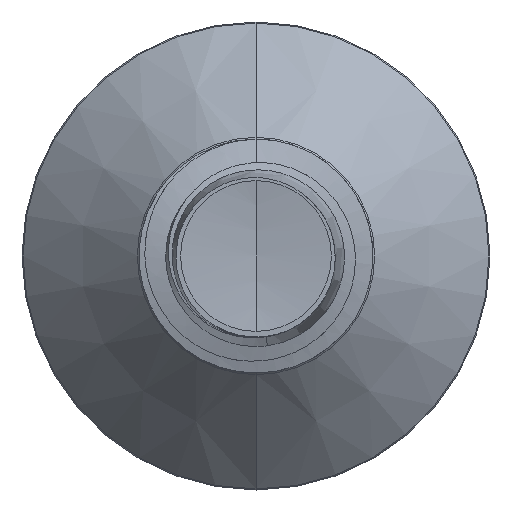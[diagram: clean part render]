
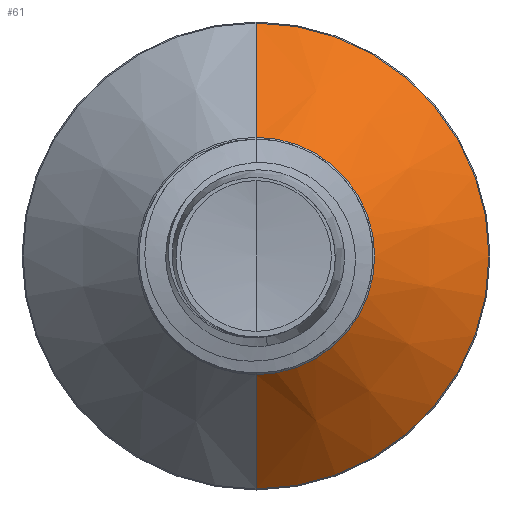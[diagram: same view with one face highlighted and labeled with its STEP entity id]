
A CAD part, front view. The second image highlights one B-rep face of the part: STEP entity #61.
In plain terms, the highlighted conical face has half-angle 45 degrees and reference radius 1.522 mm.
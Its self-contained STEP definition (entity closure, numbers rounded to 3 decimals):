
#61 = ADVANCED_FACE ( 'NONE', ( #9828 ), #9642, .T. ) ;
#109 = EDGE_CURVE ( 'NONE', #3737, #4437, #9862, .T. ) ;
#659 = CARTESIAN_POINT ( 'NONE',  ( 0., 1.972, 0. ) ) ;
#845 = EDGE_CURVE ( 'NONE', #3820, #3737, #3019, .T. ) ;
#1081 = CARTESIAN_POINT ( 'NONE',  ( 0., 1.972, 1.522 ) ) ;
#1421 = CIRCLE ( 'NONE', #9365, 1.522 ) ;
#1528 = DIRECTION ( 'NONE',  ( 0., 0., 1. ) ) ;
#1579 = DIRECTION ( 'NONE',  ( 0., 0., 1. ) ) ;
#1996 = CARTESIAN_POINT ( 'NONE',  ( 0., 1.972, -1.522 ) ) ;
#2004 = LINE ( 'NONE', #1996, #2025 ) ;
#2025 = VECTOR ( 'NONE', #7406, 1000. ) ;
#2796 = EDGE_CURVE ( 'NONE', #6524, #4437, #2004, .T. ) ;
#2825 = CARTESIAN_POINT ( 'NONE',  ( 0., 1.972, 0. ) ) ;
#2913 = DIRECTION ( 'NONE',  ( 0., 1., 0. ) ) ;
#2939 = AXIS2_PLACEMENT_3D ( 'NONE', #2825, #3345, #9504 ) ;
#2996 = VECTOR ( 'NONE', #9728, 1000. ) ;
#3019 = LINE ( 'NONE', #4609, #2996 ) ;
#3345 = DIRECTION ( 'NONE',  ( 0., 1., 0. ) ) ;
#3737 = VERTEX_POINT ( 'NONE', #9540 ) ;
#3820 = VERTEX_POINT ( 'NONE', #1081 ) ;
#4008 = AXIS2_PLACEMENT_3D ( 'NONE', #9282, #2913, #1579 ) ;
#4437 = VERTEX_POINT ( 'NONE', #5432 ) ;
#4609 = CARTESIAN_POINT ( 'NONE',  ( 0., 1.972, 1.522 ) ) ;
#5416 = EDGE_CURVE ( 'NONE', #3820, #6524, #1421, .T. ) ;
#5432 = CARTESIAN_POINT ( 'NONE',  ( 0., 3.437, -2.987 ) ) ;
#6298 = DIRECTION ( 'NONE',  ( 0., 1., 0. ) ) ;
#6429 = CARTESIAN_POINT ( 'NONE',  ( 0., 1.972, -1.522 ) ) ;
#6524 = VERTEX_POINT ( 'NONE', #6429 ) ;
#7042 = ORIENTED_EDGE ( 'NONE', *, *, #5416, .T. ) ;
#7280 = ORIENTED_EDGE ( 'NONE', *, *, #2796, .T. ) ;
#7340 = ORIENTED_EDGE ( 'NONE', *, *, #109, .F. ) ;
#7406 = DIRECTION ( 'NONE',  ( 0., 0.707, -0.707 ) ) ;
#7465 = ORIENTED_EDGE ( 'NONE', *, *, #845, .F. ) ;
#7671 = EDGE_LOOP ( 'NONE', ( #7042, #7280, #7340, #7465 ) ) ;
#9282 = CARTESIAN_POINT ( 'NONE',  ( 0., 3.437, 0. ) ) ;
#9365 = AXIS2_PLACEMENT_3D ( 'NONE', #659, #6298, #1528 ) ;
#9504 = DIRECTION ( 'NONE',  ( 0., 0., 1. ) ) ;
#9540 = CARTESIAN_POINT ( 'NONE',  ( 0., 3.437, 2.987 ) ) ;
#9642 = CONICAL_SURFACE ( 'NONE', #2939, 1.522, 0.785 ) ;
#9728 = DIRECTION ( 'NONE',  ( 0., 0.707, 0.707 ) ) ;
#9828 = FACE_OUTER_BOUND ( 'NONE', #7671, .T. ) ;
#9862 = CIRCLE ( 'NONE', #4008, 2.987 ) ;
